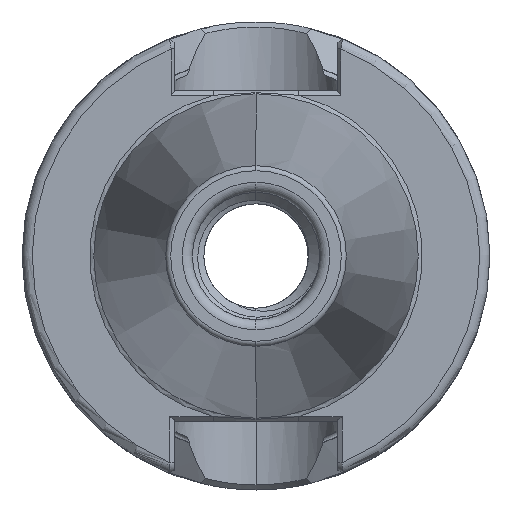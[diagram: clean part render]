
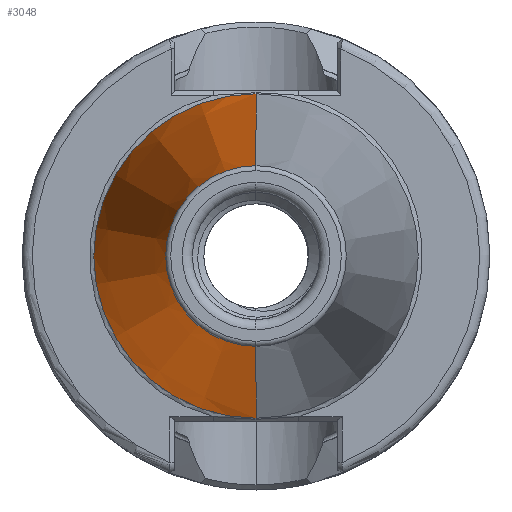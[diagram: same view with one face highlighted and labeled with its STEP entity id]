
A CAD part, left-side view. The second image highlights one B-rep face of the part: STEP entity #3048.
In plain terms, the highlighted conical face has half-angle 8.297 degrees and reference radius 15.948 mm.
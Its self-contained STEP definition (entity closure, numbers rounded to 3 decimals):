
#938 = AXIS2_PLACEMENT_3D ( 'NONE', #3615, #3652, #3653 ) ;
#1013 = AXIS2_PLACEMENT_3D ( 'NONE', #3512, #3550, #3546 ) ;
#1278 = AXIS2_PLACEMENT_3D ( 'NONE', #14165, #14176, #14182 ) ;
#1850 = FACE_OUTER_BOUND ( 'NONE', #4836, .T. ) ;
#1860 = CONICAL_SURFACE ( 'NONE', #1278, 15.948, 0.145 ) ;
#2827 = EDGE_CURVE ( 'NONE', #4414, #4403, #7489, .T. ) ;
#2888 = EDGE_CURVE ( 'NONE', #4414, #4388, #7576, .T. ) ;
#2899 = EDGE_CURVE ( 'NONE', #4403, #4355, #7572, .T. ) ;
#2951 = EDGE_CURVE ( 'NONE', #4388, #4355, #7653, .T. ) ;
#3048 = ADVANCED_FACE ( 'NONE', ( #1850 ), #1860, .T. ) ;
#3512 = CARTESIAN_POINT ( 'NONE',  ( -49.972, 0., 0. ) ) ;
#3546 = DIRECTION ( 'NONE',  ( 0., 0., -1. ) ) ;
#3550 = DIRECTION ( 'NONE',  ( 1., 0., 0. ) ) ;
#3615 = CARTESIAN_POINT ( 'NONE',  ( -1.5, 0., 0. ) ) ;
#3652 = DIRECTION ( 'NONE',  ( 1., 0., 0. ) ) ;
#3653 = DIRECTION ( 'NONE',  ( 0., 0., -1. ) ) ;
#3940 = CARTESIAN_POINT ( 'NONE',  ( -1.5, 0., -15.948 ) ) ;
#3943 = DIRECTION ( 'NONE',  ( 0.99, 0., -0.144 ) ) ;
#4355 = VERTEX_POINT ( 'NONE', #14591 ) ;
#4388 = VERTEX_POINT ( 'NONE', #14582 ) ;
#4403 = VERTEX_POINT ( 'NONE', #14594 ) ;
#4414 = VERTEX_POINT ( 'NONE', #14546 ) ;
#4548 = ORIENTED_EDGE ( 'NONE', *, *, #2951, .T. ) ;
#4551 = ORIENTED_EDGE ( 'NONE', *, *, #2899, .F. ) ;
#4582 = ORIENTED_EDGE ( 'NONE', *, *, #2827, .F. ) ;
#4598 = ORIENTED_EDGE ( 'NONE', *, *, #2888, .T. ) ;
#4836 = EDGE_LOOP ( 'NONE', ( #4598, #4548, #4551, #4582 ) ) ;
#7489 = LINE ( 'NONE', #3940, #7528 ) ;
#7528 = VECTOR ( 'NONE', #3943, 1000. ) ;
#7572 = CIRCLE ( 'NONE', #938, 15.948 ) ;
#7576 = CIRCLE ( 'NONE', #1013, 8.879 ) ;
#7621 = VECTOR ( 'NONE', #13338, 1000. ) ;
#7653 = LINE ( 'NONE', #13326, #7621 ) ;
#13326 = CARTESIAN_POINT ( 'NONE',  ( -1.5, 0., 15.948 ) ) ;
#13338 = DIRECTION ( 'NONE',  ( 0.99, 0., 0.144 ) ) ;
#14165 = CARTESIAN_POINT ( 'NONE',  ( -1.5, 0., 0. ) ) ;
#14176 = DIRECTION ( 'NONE',  ( 1., 0., 0. ) ) ;
#14182 = DIRECTION ( 'NONE',  ( 0., 0., -1. ) ) ;
#14546 = CARTESIAN_POINT ( 'NONE',  ( -49.972, 0., -8.879 ) ) ;
#14582 = CARTESIAN_POINT ( 'NONE',  ( -49.972, 0., 8.879 ) ) ;
#14591 = CARTESIAN_POINT ( 'NONE',  ( -1.5, 0., 15.948 ) ) ;
#14594 = CARTESIAN_POINT ( 'NONE',  ( -1.5, 0., -15.948 ) ) ;
